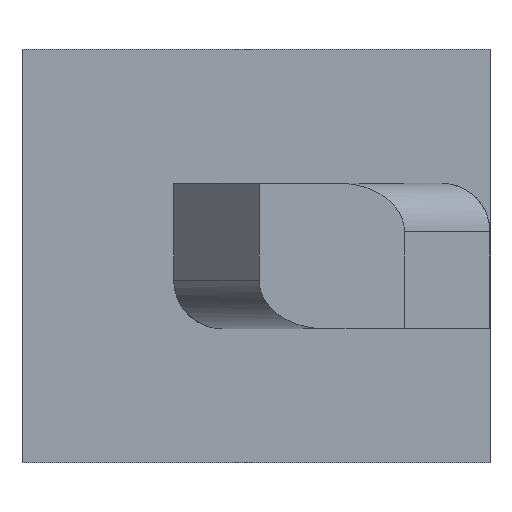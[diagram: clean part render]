
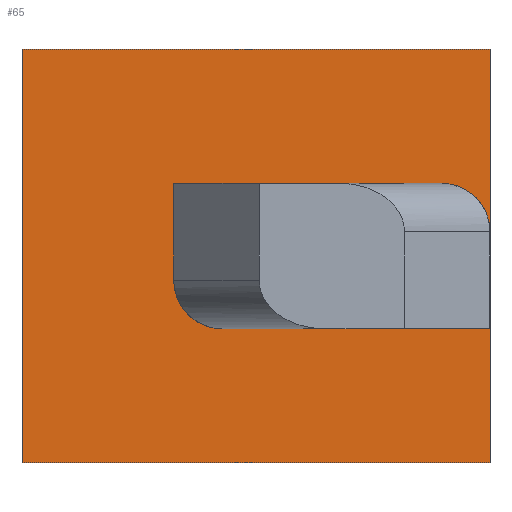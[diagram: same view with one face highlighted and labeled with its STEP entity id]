
A CAD part, front view. The second image highlights one B-rep face of the part: STEP entity #65.
In plain terms, the highlighted planar face has unit normal (0, -1, 0).
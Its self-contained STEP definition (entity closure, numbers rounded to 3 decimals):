
#10 = CARTESIAN_POINT ( 'NONE',  ( -9.6, 6.1, -6.4 ) ) ;
#65 = ADVANCED_FACE ( 'NONE', ( #757, #356 ), #740, .F. ) ;
#67 = LINE ( 'NONE', #109, #452 ) ;
#77 = CARTESIAN_POINT ( 'NONE',  ( -9.6, 6.1, -6.4 ) ) ;
#92 = CARTESIAN_POINT ( 'NONE',  ( 1., 6.1, 2.25 ) ) ;
#109 = CARTESIAN_POINT ( 'NONE',  ( -9.6, 6.1, 6.4 ) ) ;
#113 = LINE ( 'NONE', #296, #916 ) ;
#123 = VERTEX_POINT ( 'NONE', #92 ) ;
#130 = LINE ( 'NONE', #1576, #1773 ) ;
#165 = DIRECTION ( 'NONE',  ( 1., 0., 0. ) ) ;
#176 = DIRECTION ( 'NONE',  ( 0., 1., 0. ) ) ;
#210 = DIRECTION ( 'NONE',  ( 0., 1., 0. ) ) ;
#214 = VERTEX_POINT ( 'NONE', #909 ) ;
#217 = EDGE_CURVE ( 'NONE', #1173, #401, #1020, .T. ) ;
#296 = CARTESIAN_POINT ( 'NONE',  ( -2.5, 6.1, 2.25 ) ) ;
#299 = CARTESIAN_POINT ( 'NONE',  ( -1., 6.1, -2.25 ) ) ;
#311 = ORIENTED_EDGE ( 'NONE', *, *, #721, .T. ) ;
#346 = CARTESIAN_POINT ( 'NONE',  ( 1., 6.1, 0.75 ) ) ;
#356 = FACE_BOUND ( 'NONE', #633, .T. ) ;
#401 = VERTEX_POINT ( 'NONE', #1345 ) ;
#419 = ORIENTED_EDGE ( 'NONE', *, *, #976, .T. ) ;
#439 = VERTEX_POINT ( 'NONE', #1080 ) ;
#450 = VECTOR ( 'NONE', #1662, 1000. ) ;
#452 = VECTOR ( 'NONE', #514, 1000. ) ;
#484 = DIRECTION ( 'NONE',  ( 0., 0., 1. ) ) ;
#514 = DIRECTION ( 'NONE',  ( 1., 0., 0. ) ) ;
#528 = CIRCLE ( 'NONE', #1006, 1.5 ) ;
#535 = ORIENTED_EDGE ( 'NONE', *, *, #1490, .T. ) ;
#557 = ORIENTED_EDGE ( 'NONE', *, *, #1161, .T. ) ;
#620 = VECTOR ( 'NONE', #1791, 1000. ) ;
#633 = EDGE_LOOP ( 'NONE', ( #557, #1109, #311, #1785, #535, #419 ) ) ;
#639 = LINE ( 'NONE', #1794, #450 ) ;
#683 = EDGE_LOOP ( 'NONE', ( #1699, #1113, #1435, #1749 ) ) ;
#721 = EDGE_CURVE ( 'NONE', #214, #123, #113, .T. ) ;
#728 = CARTESIAN_POINT ( 'NONE',  ( -2.5, 6.1, -2.25 ) ) ;
#740 = PLANE ( 'NONE',  #871 ) ;
#743 = DIRECTION ( 'NONE',  ( 0., 0., 1. ) ) ;
#757 = FACE_OUTER_BOUND ( 'NONE', #683, .T. ) ;
#772 = VECTOR ( 'NONE', #1700, 1000. ) ;
#815 = VERTEX_POINT ( 'NONE', #1225 ) ;
#871 = AXIS2_PLACEMENT_3D ( 'NONE', #985, #176, #743 ) ;
#873 = DIRECTION ( 'NONE',  ( 0., 0., 1. ) ) ;
#909 = CARTESIAN_POINT ( 'NONE',  ( -2.5, 6.1, 2.25 ) ) ;
#912 = EDGE_CURVE ( 'NONE', #815, #439, #130, .T. ) ;
#916 = VECTOR ( 'NONE', #165, 1000. ) ;
#929 = VERTEX_POINT ( 'NONE', #1084 ) ;
#976 = EDGE_CURVE ( 'NONE', #1363, #1362, #639, .T. ) ;
#985 = CARTESIAN_POINT ( 'NONE',  ( 0., 6.1, 0. ) ) ;
#994 = LINE ( 'NONE', #728, #1274 ) ;
#1006 = AXIS2_PLACEMENT_3D ( 'NONE', #1752, #210, #1179 ) ;
#1020 = LINE ( 'NONE', #10, #620 ) ;
#1080 = CARTESIAN_POINT ( 'NONE',  ( 4.9, 6.1, 6.4 ) ) ;
#1084 = CARTESIAN_POINT ( 'NONE',  ( 2.5, 6.1, 0.75 ) ) ;
#1109 = ORIENTED_EDGE ( 'NONE', *, *, #1223, .T. ) ;
#1113 = ORIENTED_EDGE ( 'NONE', *, *, #1260, .T. ) ;
#1118 = EDGE_CURVE ( 'NONE', #401, #439, #67, .T. ) ;
#1146 = EDGE_CURVE ( 'NONE', #123, #929, #1515, .T. ) ;
#1161 = EDGE_CURVE ( 'NONE', #1362, #1441, #528, .T. ) ;
#1173 = VERTEX_POINT ( 'NONE', #77 ) ;
#1179 = DIRECTION ( 'NONE',  ( 0., 0., 1. ) ) ;
#1180 = LINE ( 'NONE', #1309, #1467 ) ;
#1223 = EDGE_CURVE ( 'NONE', #1441, #214, #994, .T. ) ;
#1225 = CARTESIAN_POINT ( 'NONE',  ( 4.9, 6.1, -6.4 ) ) ;
#1233 = LINE ( 'NONE', #1706, #772 ) ;
#1260 = EDGE_CURVE ( 'NONE', #1173, #815, #1180, .T. ) ;
#1274 = VECTOR ( 'NONE', #873, 1000. ) ;
#1305 = DIRECTION ( 'NONE',  ( 1., 0., 0. ) ) ;
#1309 = CARTESIAN_POINT ( 'NONE',  ( -9.6, 6.1, -6.4 ) ) ;
#1332 = DIRECTION ( 'NONE',  ( 0., 1., 0. ) ) ;
#1345 = CARTESIAN_POINT ( 'NONE',  ( -9.6, 6.1, 6.4 ) ) ;
#1362 = VERTEX_POINT ( 'NONE', #299 ) ;
#1363 = VERTEX_POINT ( 'NONE', #1716 ) ;
#1375 = DIRECTION ( 'NONE',  ( 0., 0., 1. ) ) ;
#1435 = ORIENTED_EDGE ( 'NONE', *, *, #912, .T. ) ;
#1441 = VERTEX_POINT ( 'NONE', #1558 ) ;
#1467 = VECTOR ( 'NONE', #1305, 1000. ) ;
#1490 = EDGE_CURVE ( 'NONE', #929, #1363, #1233, .T. ) ;
#1515 = CIRCLE ( 'NONE', #1744, 1.5 ) ;
#1558 = CARTESIAN_POINT ( 'NONE',  ( -2.5, 6.1, -0.75 ) ) ;
#1576 = CARTESIAN_POINT ( 'NONE',  ( 4.9, 6.1, -6.4 ) ) ;
#1662 = DIRECTION ( 'NONE',  ( -1., 0., 0. ) ) ;
#1699 = ORIENTED_EDGE ( 'NONE', *, *, #217, .F. ) ;
#1700 = DIRECTION ( 'NONE',  ( 0., 0., -1. ) ) ;
#1706 = CARTESIAN_POINT ( 'NONE',  ( 2.5, 6.1, -2.25 ) ) ;
#1716 = CARTESIAN_POINT ( 'NONE',  ( 2.5, 6.1, -2.25 ) ) ;
#1744 = AXIS2_PLACEMENT_3D ( 'NONE', #346, #1332, #484 ) ;
#1749 = ORIENTED_EDGE ( 'NONE', *, *, #1118, .F. ) ;
#1752 = CARTESIAN_POINT ( 'NONE',  ( -1., 6.1, -0.75 ) ) ;
#1773 = VECTOR ( 'NONE', #1375, 1000. ) ;
#1785 = ORIENTED_EDGE ( 'NONE', *, *, #1146, .T. ) ;
#1791 = DIRECTION ( 'NONE',  ( 0., 0., 1. ) ) ;
#1794 = CARTESIAN_POINT ( 'NONE',  ( -2.5, 6.1, -2.25 ) ) ;
